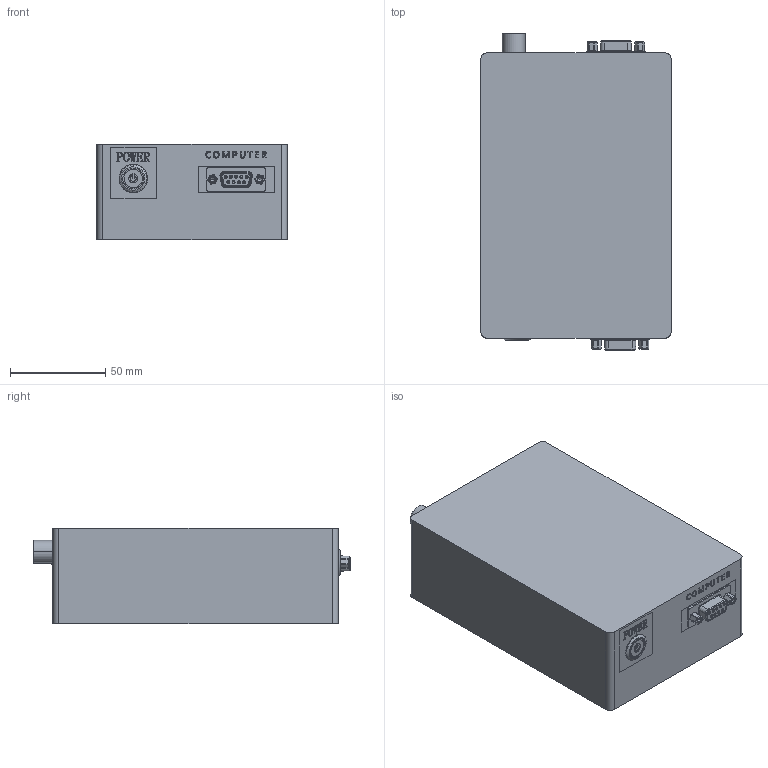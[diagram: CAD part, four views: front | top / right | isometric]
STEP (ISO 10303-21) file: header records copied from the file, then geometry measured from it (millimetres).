
FILE_DESCRIPTION (( 'STEP AP203' ), '1' );
FILE_NAME ('錨璃6^528250.STEP', '2022-05-05T02:24:59', ( '' ), ( '' ), 'SwSTEP 2.0', 'SolidWorks 2020', '' );
FILE_SCHEMA (( 'CONFIG_CONTROL_DESIGN' ));
Length unit declared in the file: millimetre
Products named in the file (1): 錨璃6^528250
Bounding box: 100 x 166.3 x 50 mm (x, y, z)
Volume: 734866.7 mm3; surface area: 72621.8 mm2
Topology: 19 solids, 19 shells, 1385 faces, 3319 edges, 2080 vertices
Faces by surface type: plane 558, cylinder 424, bspline 197, cone 78, torus 72, sphere 56
Entity records: 57802 total; most frequent: CARTESIAN_POINT 31246, ORIENTED_EDGE 6558, DIRECTION 3346, EDGE_CURVE 3279, B_SPLINE_CURVE_WITH_KNOTS 2483, VERTEX_POINT 2080, EDGE_LOOP 1571, ADVANCED_FACE 1385
